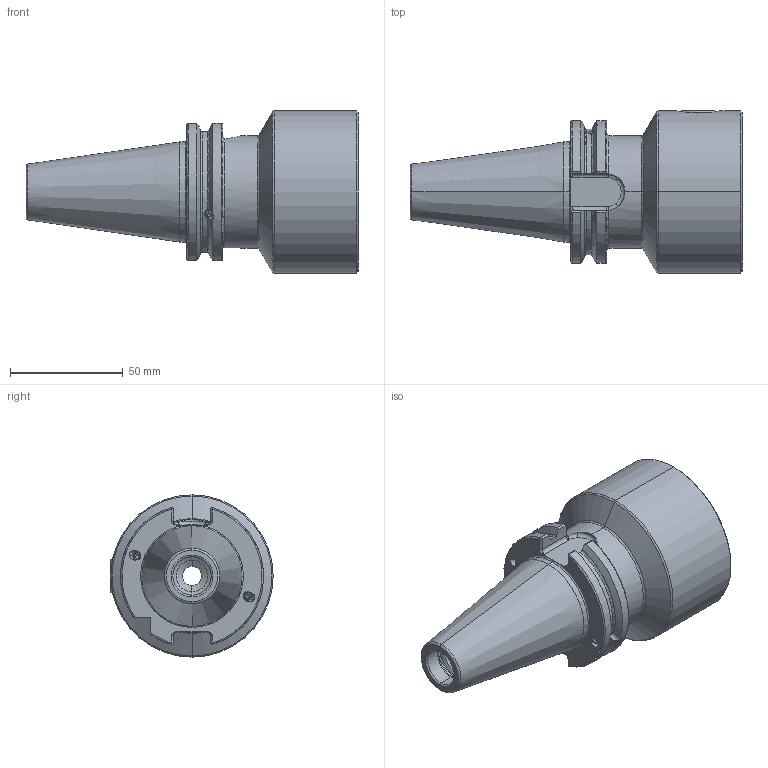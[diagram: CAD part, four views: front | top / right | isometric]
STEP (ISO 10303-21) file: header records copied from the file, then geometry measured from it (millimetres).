
FILE_DESCRIPTION (( 'STEP AP203' ), '1' );
FILE_NAME ('102.425.721.STEP', '2018-03-09T14:29:56', ( 'SWIAdmin' ), ( 'Hewlett-Packard Company' ), 'SwSTEP 2.0', 'SolidWorks 2017', '' );
FILE_SCHEMA (( 'CONFIG_CONTROL_DESIGN' ));
Length unit declared in the file: millimetre
Products named in the file (5): ISO 4026 - M4 x 5_PreviewCfg; KVT_MB_600_040; 102.425.721; SB4-MB7.K01.079_D_mit Bundk”lung; MB7-ER1.001.022_A
Assembly tree (6 placements, depth 2):
  102.425.721
    SB4-MB7.K01.079_D_mit Bundk”lung
    MB7-ER1.001.022_A
    ISO 4026 - M4 x 5_PreviewCfg  x2
    KVT_MB_600_040  x2
Bounding box: 147.35 x 72 x 72 mm (x, y, z)
Volume: 248884 mm3; surface area: 43756.1 mm2
Topology: 8 solids, 8 shells, 322 faces, 780 edges, 465 vertices
Faces by surface type: cone 100, cylinder 96, plane 81, torus 37, bspline 4, sphere 4
Entity records: 9454 total; most frequent: CARTESIAN_POINT 2523, DIRECTION 1354, ORIENTED_EDGE 1344, EDGE_CURVE 672, AXIS2_PLACEMENT_3D 542, VERTEX_POINT 406, EDGE_LOOP 290, ADVANCED_FACE 275
